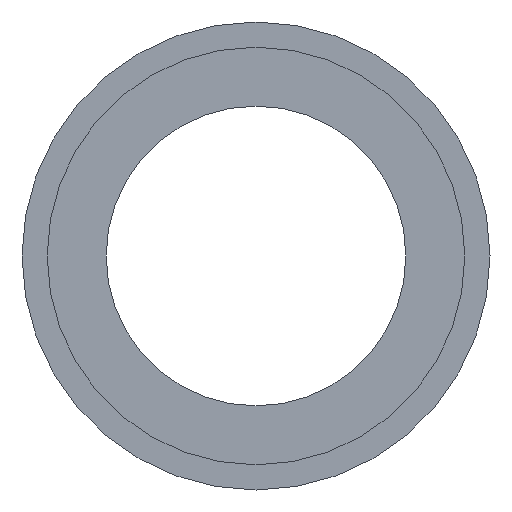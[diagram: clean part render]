
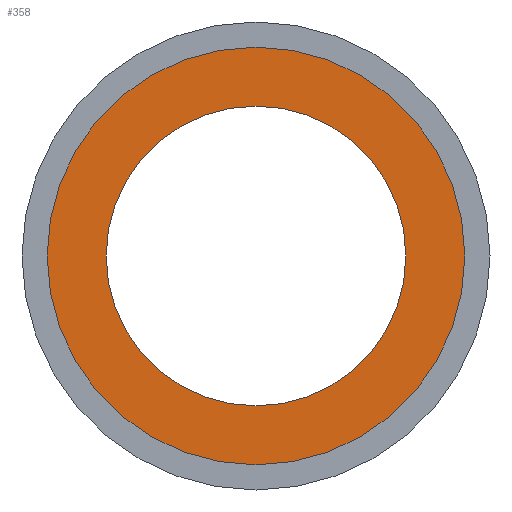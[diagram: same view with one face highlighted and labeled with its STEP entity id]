
A CAD part, front view. The second image highlights one B-rep face of the part: STEP entity #358.
In plain terms, the highlighted planar face has unit normal (0, -1, 0).
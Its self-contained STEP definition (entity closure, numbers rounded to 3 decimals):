
#7 = CIRCLE ( 'NONE', #50, 12.2 ) ;
#22 = DIRECTION ( 'NONE',  ( 0., 0., 1. ) ) ;
#27 = CARTESIAN_POINT ( 'NONE',  ( 0., 5.5, 17.6 ) ) ;
#39 = DIRECTION ( 'NONE',  ( 0., 0., 1. ) ) ;
#45 = CIRCLE ( 'NONE', #265, 12.2 ) ;
#49 = DIRECTION ( 'NONE',  ( 0., 1., 0. ) ) ;
#50 = AXIS2_PLACEMENT_3D ( 'NONE', #392, #147, #80 ) ;
#58 = CARTESIAN_POINT ( 'NONE',  ( 0., 5.5, 0. ) ) ;
#80 = DIRECTION ( 'NONE',  ( 0., 0., 1. ) ) ;
#90 = AXIS2_PLACEMENT_3D ( 'NONE', #58, #332, #22 ) ;
#128 = VERTEX_POINT ( 'NONE', #27 ) ;
#131 = DIRECTION ( 'NONE',  ( 0., 1., 0. ) ) ;
#138 = FACE_OUTER_BOUND ( 'NONE', #241, .T. ) ;
#145 = AXIS2_PLACEMENT_3D ( 'NONE', #431, #131, #219 ) ;
#147 = DIRECTION ( 'NONE',  ( 0., 1., 0. ) ) ;
#152 = DIRECTION ( 'NONE',  ( 0., 0., 1. ) ) ;
#153 = EDGE_CURVE ( 'NONE', #156, #170, #45, .T. ) ;
#155 = ORIENTED_EDGE ( 'NONE', *, *, #185, .F. ) ;
#156 = VERTEX_POINT ( 'NONE', #205 ) ;
#157 = DIRECTION ( 'NONE',  ( 0., 1., 0. ) ) ;
#170 = VERTEX_POINT ( 'NONE', #418 ) ;
#185 = EDGE_CURVE ( 'NONE', #326, #128, #390, .T. ) ;
#205 = CARTESIAN_POINT ( 'NONE',  ( 0., 5.5, -12.2 ) ) ;
#219 = DIRECTION ( 'NONE',  ( 0., 0., 1. ) ) ;
#236 = FACE_BOUND ( 'NONE', #290, .T. ) ;
#241 = EDGE_LOOP ( 'NONE', ( #294, #155 ) ) ;
#260 = AXIS2_PLACEMENT_3D ( 'NONE', #410, #49, #39 ) ;
#265 = AXIS2_PLACEMENT_3D ( 'NONE', #363, #157, #152 ) ;
#285 = CIRCLE ( 'NONE', #90, 17.6 ) ;
#289 = ORIENTED_EDGE ( 'NONE', *, *, #319, .T. ) ;
#290 = EDGE_LOOP ( 'NONE', ( #289, #305 ) ) ;
#294 = ORIENTED_EDGE ( 'NONE', *, *, #362, .F. ) ;
#305 = ORIENTED_EDGE ( 'NONE', *, *, #153, .T. ) ;
#319 = EDGE_CURVE ( 'NONE', #170, #156, #7, .T. ) ;
#326 = VERTEX_POINT ( 'NONE', #383 ) ;
#332 = DIRECTION ( 'NONE',  ( 0., 1., 0. ) ) ;
#358 = ADVANCED_FACE ( 'NONE', ( #138, #236 ), #423, .F. ) ;
#362 = EDGE_CURVE ( 'NONE', #128, #326, #285, .T. ) ;
#363 = CARTESIAN_POINT ( 'NONE',  ( 0., 5.5, 0. ) ) ;
#383 = CARTESIAN_POINT ( 'NONE',  ( 0., 5.5, -17.6 ) ) ;
#390 = CIRCLE ( 'NONE', #260, 17.6 ) ;
#392 = CARTESIAN_POINT ( 'NONE',  ( 0., 5.5, 0. ) ) ;
#410 = CARTESIAN_POINT ( 'NONE',  ( 0., 5.5, 0. ) ) ;
#418 = CARTESIAN_POINT ( 'NONE',  ( 0., 5.5, 12.2 ) ) ;
#423 = PLANE ( 'NONE',  #145 ) ;
#431 = CARTESIAN_POINT ( 'NONE',  ( 17.6, 5.5, 0. ) ) ;
